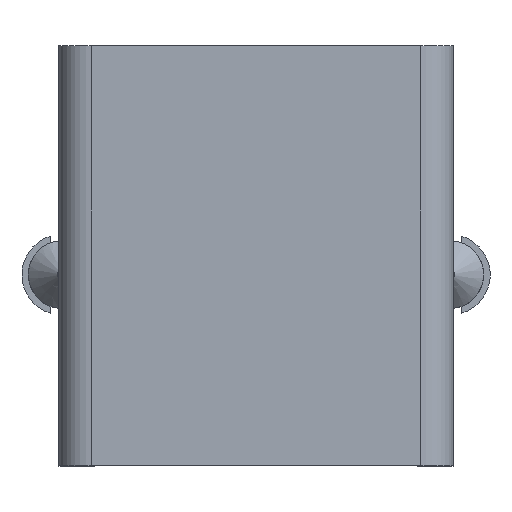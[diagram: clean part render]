
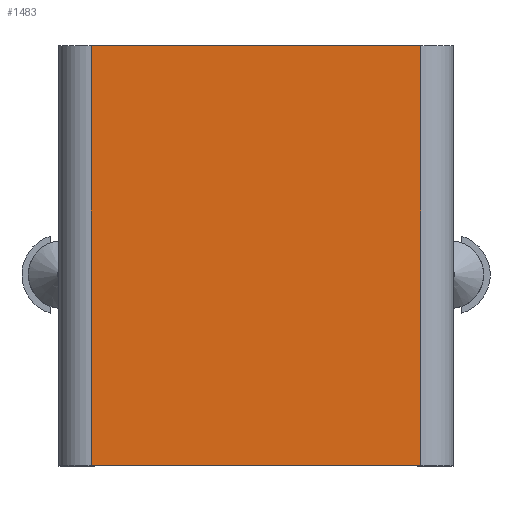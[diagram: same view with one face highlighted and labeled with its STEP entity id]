
A CAD part, top view. The second image highlights one B-rep face of the part: STEP entity #1483.
In plain terms, the highlighted planar face has unit normal (0, 0, 1).
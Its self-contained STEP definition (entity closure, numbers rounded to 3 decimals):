
#91=PLANE('',#1614);
#160=FACE_OUTER_BOUND('',#238,.T.);
#238=EDGE_LOOP('',(#1313,#1314,#1315,#1316));
#247=LINE('',#2015,#397);
#256=LINE('',#2043,#406);
#271=LINE('',#2075,#421);
#392=LINE('',#2425,#542);
#397=VECTOR('',#1633,10.);
#406=VECTOR('',#1648,10.);
#421=VECTOR('',#1667,10.);
#542=VECTOR('',#1978,10.);
#590=VERTEX_POINT('',#2012);
#591=VERTEX_POINT('',#2014);
#601=VERTEX_POINT('',#2042);
#616=VERTEX_POINT('',#2074);
#726=EDGE_CURVE('',#590,#591,#247,.T.);
#738=EDGE_CURVE('',#601,#591,#256,.T.);
#754=EDGE_CURVE('',#601,#616,#271,.T.);
#920=EDGE_CURVE('',#590,#616,#392,.T.);
#1313=ORIENTED_EDGE('',*,*,#726,.F.);
#1314=ORIENTED_EDGE('',*,*,#920,.T.);
#1315=ORIENTED_EDGE('',*,*,#754,.F.);
#1316=ORIENTED_EDGE('',*,*,#738,.T.);
#1483=ADVANCED_FACE('',(#160),#91,.T.);
#1614=AXIS2_PLACEMENT_3D('',#2426,#1979,#1980);
#1633=DIRECTION('',(0.,-1.,0.));
#1648=DIRECTION('',(1.,0.,0.));
#1667=DIRECTION('',(0.,1.,0.));
#1978=DIRECTION('',(-1.,0.,0.));
#1979=DIRECTION('center_axis',(0.,0.,1.));
#1980=DIRECTION('ref_axis',(1.,0.,0.));
#2012=CARTESIAN_POINT('',(6.63,2.225,14.55));
#2014=CARTESIAN_POINT('',(6.63,-10.775,14.55));
#2015=CARTESIAN_POINT('',(6.63,-7.525,14.55));
#2042=CARTESIAN_POINT('',(-3.57,-10.775,14.55));
#2043=CARTESIAN_POINT('',(7.63,-10.775,14.55));
#2074=CARTESIAN_POINT('',(-3.57,2.225,14.55));
#2075=CARTESIAN_POINT('',(-3.57,-1.025,14.55));
#2425=CARTESIAN_POINT('',(-4.57,2.225,14.55));
#2426=CARTESIAN_POINT('Origin',(1.53,-4.275,14.55));
